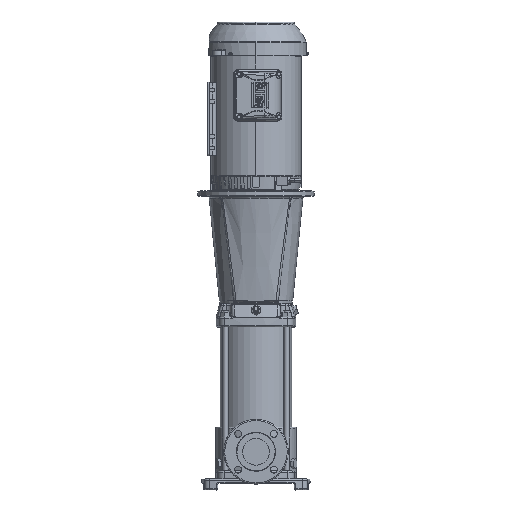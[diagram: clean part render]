
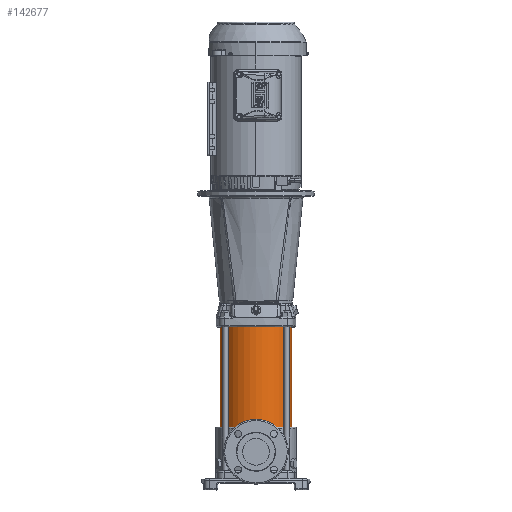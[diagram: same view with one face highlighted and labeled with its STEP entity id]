
A CAD part, top view. The second image highlights one B-rep face of the part: STEP entity #142677.
In plain terms, the highlighted cylindrical face has radius 98.5 mm (diameter 197 mm), a partial arc.
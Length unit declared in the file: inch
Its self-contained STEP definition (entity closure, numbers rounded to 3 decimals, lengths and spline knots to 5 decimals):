
#5455 = CIRCLE ( 'NONE', #76632, 3.87795 ) ;
#6457 = DIRECTION ( 'NONE',  ( 0., 1., 0. ) ) ;
#21593 = ORIENTED_EDGE ( 'NONE', *, *, #134103, .T. ) ;
#22208 = CYLINDRICAL_SURFACE ( 'NONE', #114371, 3.87795 ) ;
#23829 = VERTEX_POINT ( 'NONE', #55440 ) ;
#29321 = VERTEX_POINT ( 'NONE', #74258 ) ;
#30349 = CARTESIAN_POINT ( 'NONE',  ( 0., 12.98425, 0. ) ) ;
#31031 = CARTESIAN_POINT ( 'NONE',  ( 0., 2.13386, -3.87795 ) ) ;
#31613 = DIRECTION ( 'NONE',  ( 0., 1., 0. ) ) ;
#34473 = FACE_OUTER_BOUND ( 'NONE', #78251, .T. ) ;
#34643 = CARTESIAN_POINT ( 'NONE',  ( 0., 2.13386, 0. ) ) ;
#36008 = EDGE_CURVE ( 'NONE', #23829, #62219, #136680, .T. ) ;
#45409 = DIRECTION ( 'NONE',  ( 0., 0., 1. ) ) ;
#54073 = LINE ( 'NONE', #31031, #100796 ) ;
#55440 = CARTESIAN_POINT ( 'NONE',  ( 0., 2.13386, 3.87795 ) ) ;
#58669 = DIRECTION ( 'NONE',  ( 0., -1., 0. ) ) ;
#59031 = DIRECTION ( 'NONE',  ( 0., 0., 1. ) ) ;
#62219 = VERTEX_POINT ( 'NONE', #130172 ) ;
#70107 = ORIENTED_EDGE ( 'NONE', *, *, #82854, .T. ) ;
#72059 = CARTESIAN_POINT ( 'NONE',  ( 0., 2.13386, 0. ) ) ;
#74258 = CARTESIAN_POINT ( 'NONE',  ( 0., 2.13386, -3.87795 ) ) ;
#76632 = AXIS2_PLACEMENT_3D ( 'NONE', #30349, #58669, #127877 ) ;
#78251 = EDGE_LOOP ( 'NONE', ( #101733, #70107, #120374, #21593 ) ) ;
#82854 = EDGE_CURVE ( 'NONE', #29321, #23829, #125084, .T. ) ;
#83367 = VERTEX_POINT ( 'NONE', #130519 ) ;
#85442 = EDGE_CURVE ( 'NONE', #29321, #83367, #54073, .T. ) ;
#100796 = VECTOR ( 'NONE', #6457, 39.37008 ) ;
#101733 = ORIENTED_EDGE ( 'NONE', *, *, #85442, .F. ) ;
#114371 = AXIS2_PLACEMENT_3D ( 'NONE', #72059, #116712, #59031 ) ;
#116712 = DIRECTION ( 'NONE',  ( 0., 1., 0. ) ) ;
#120374 = ORIENTED_EDGE ( 'NONE', *, *, #36008, .T. ) ;
#125084 = CIRCLE ( 'NONE', #147292, 3.87795 ) ;
#127877 = DIRECTION ( 'NONE',  ( 0., 0., 1. ) ) ;
#129844 = VECTOR ( 'NONE', #138181, 39.37008 ) ;
#130172 = CARTESIAN_POINT ( 'NONE',  ( 0., 12.98425, 3.87795 ) ) ;
#130519 = CARTESIAN_POINT ( 'NONE',  ( 0., 12.98425, -3.87795 ) ) ;
#134103 = EDGE_CURVE ( 'NONE', #62219, #83367, #5455, .T. ) ;
#136680 = LINE ( 'NONE', #150470, #129844 ) ;
#138181 = DIRECTION ( 'NONE',  ( 0., 1., 0. ) ) ;
#142677 = ADVANCED_FACE ( 'NONE', ( #34473 ), #22208, .T. ) ;
#147292 = AXIS2_PLACEMENT_3D ( 'NONE', #34643, #31613, #45409 ) ;
#150470 = CARTESIAN_POINT ( 'NONE',  ( 0., 2.13386, 3.87795 ) ) ;
